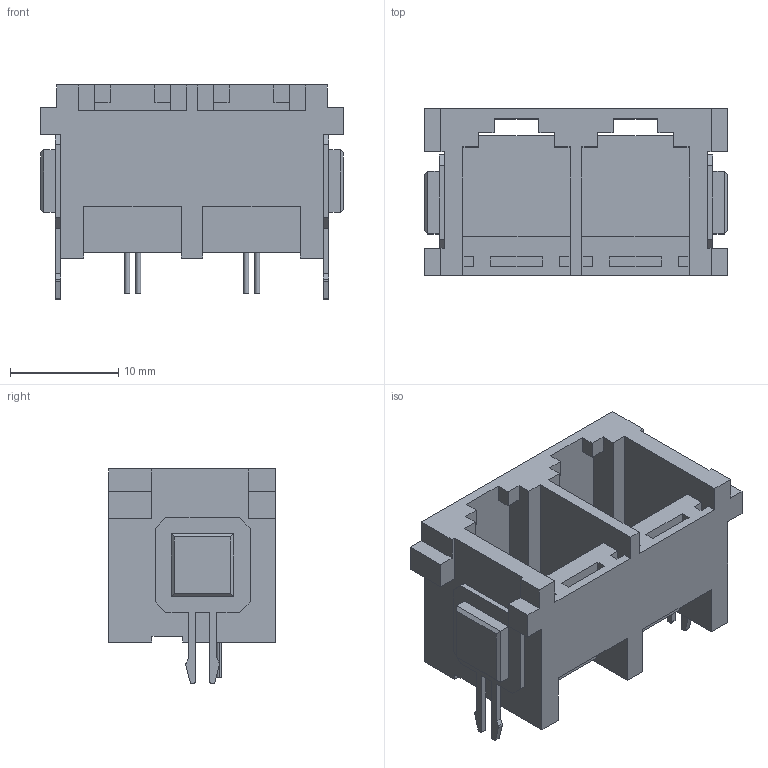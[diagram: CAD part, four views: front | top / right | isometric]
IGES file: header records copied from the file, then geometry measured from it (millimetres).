
Start section: SolidWorks IGES file using analytic representation for surfaces
Global section: file name: GPX-2-62_rA2.IGS; native system: SolidWorks 2007; preprocessor: SolidWorks 2007; author: Patrick; date: 120409.105927; units: millimetre
Bounding box: 28 x 15.4 x 19.79 mm (x, y, z)
Surface area: 3478.9 mm2 (no closed solid volume)
Topology: 0 solids, 0 shells, 209 faces, 1312 edges, 1312 vertices
Faces by surface type: bspline 189, revolution 20
